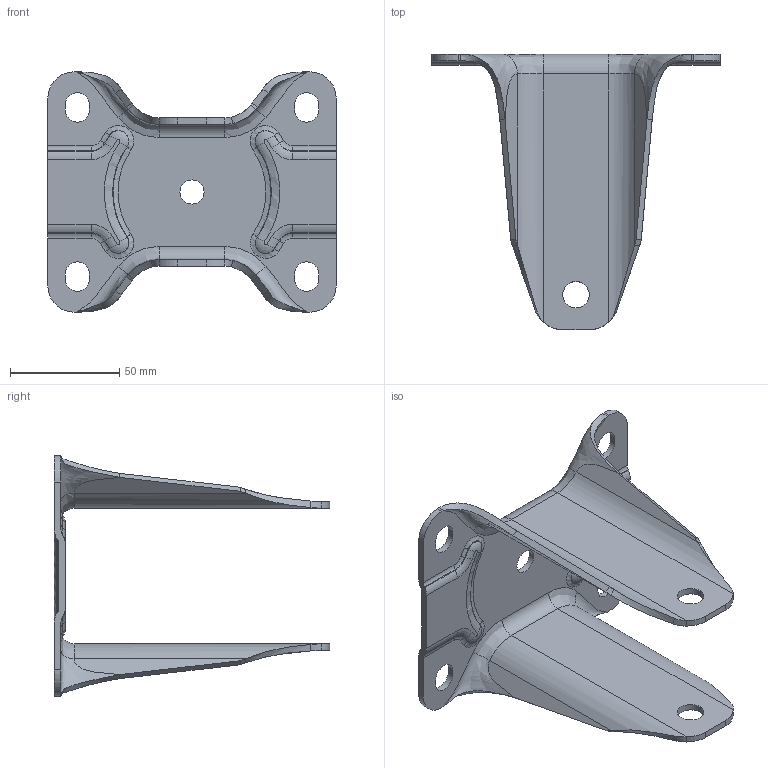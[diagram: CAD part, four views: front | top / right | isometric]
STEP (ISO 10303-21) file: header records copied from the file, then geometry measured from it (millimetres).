
FILE_DESCRIPTION (( 'STEP AP214' ), '1' );
FILE_NAME ('0055269.step', '2023-11-17T09:10:39', ( '' ), ( '' ), 'SwSTEP 2.0', 'SolidWorks 2020', '' );
FILE_SCHEMA (( 'AUTOMOTIVE_DESIGN' ));
Length unit declared in the file: millimetre
Products named in the file (1): 0055269
Bounding box: 132 x 126 x 110 mm (x, y, z)
Volume: 79314.1 mm3; surface area: 56485.9 mm2
Topology: 1 solids, 1 shells, 212 faces, 518 edges, 308 vertices
Faces by surface type: bspline 116, plane 50, cylinder 46
Entity records: 18854 total; most frequent: CARTESIAN_POINT 12257, ORIENTED_EDGE 1036, DIRECTION 668, EDGE_CURVE 518, VERTEX_POINT 308, AXIS2_PLACEMENT_3D 231, EDGE_LOOP 226, UNCERTAINTY_MEASURE_WITH_UNIT 215
